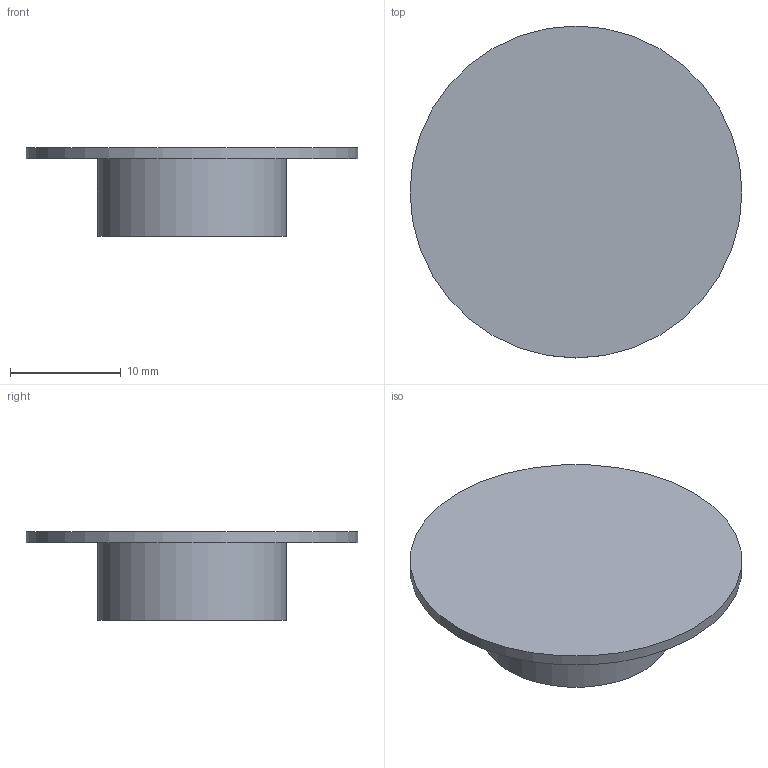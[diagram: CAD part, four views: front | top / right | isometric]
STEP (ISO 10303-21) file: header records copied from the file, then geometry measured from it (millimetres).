
FILE_DESCRIPTION( ( 'STEP AP203' ), '1' );
FILE_NAME( 'M20.step', '2022-07-27T08:03:49', ( ' ' ), ( ' ' ), 'XStep 1.0', ' ', ' ' );
FILE_SCHEMA( ( 'CONFIG_CONTROL_DESIGN' ) );
Length unit declared in the file: millimetre
Products named in the file (1): 1
Bounding box: 30 x 30 x 8 mm (x, y, z)
Volume: 1210.5 mm3; surface area: 2152.4 mm2
Topology: 1 solids, 1 shells, 8 faces, 11 edges, 7 vertices
Faces by surface type: plane 4, cylinder 2, cone 1, torus 1
Full cylindrical faces by diameter (mm): 17.1 x1, 30 x1
Entity records: 198 total; most frequent: DIRECTION 32, CARTESIAN_POINT 23, AXIS2_PLACEMENT_3D 16, EDGE_LOOP 14, ORIENTED_EDGE 14, FACE_OUTER_BOUND 11, ADVANCED_FACE 8, EDGE_CURVE 7
